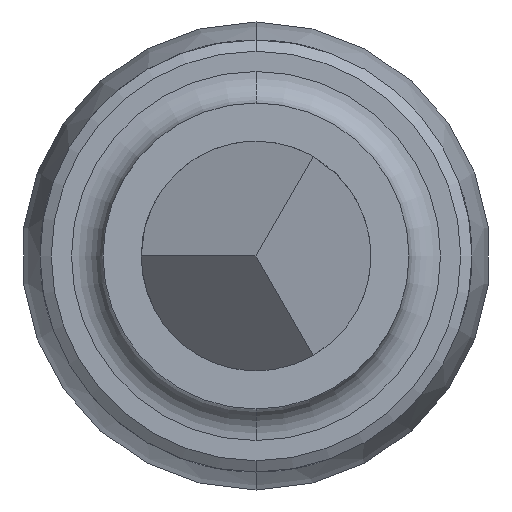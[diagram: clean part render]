
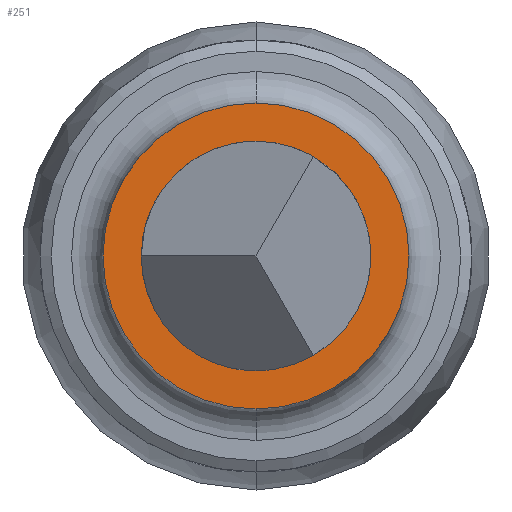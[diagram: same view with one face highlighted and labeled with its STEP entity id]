
A CAD part, front view. The second image highlights one B-rep face of the part: STEP entity #251.
In plain terms, the highlighted planar face has unit normal (0, -1, 0).
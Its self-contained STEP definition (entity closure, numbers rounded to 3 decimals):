
#165 = CIRCLE ( 'NONE', #3247, 0.34 ) ;
#176 = CIRCLE ( 'NONE', #2624, 0.34 ) ;
#251 = ADVANCED_FACE ( 'Defeature ausgef�hrt1_0', ( #3947, #3735 ), #1318, .F. ) ;
#294 = VERTEX_POINT ( 'NONE', #3136 ) ;
#304 = DIRECTION ( 'NONE',  ( 0., 1., 0. ) ) ;
#334 = CIRCLE ( 'NONE', #4257, 0.255 ) ;
#576 = DIRECTION ( 'NONE',  ( 0., 1., 0. ) ) ;
#599 = ORIENTED_EDGE ( 'NONE', *, *, #2072, .F. ) ;
#688 = ORIENTED_EDGE ( 'NONE', *, *, #1804, .T. ) ;
#740 = EDGE_LOOP ( 'NONE', ( #688, #2336 ) ) ;
#864 = AXIS2_PLACEMENT_3D ( 'NONE', #1113, #1144, #2175 ) ;
#945 = DIRECTION ( 'NONE',  ( 0., 0., 1. ) ) ;
#981 = EDGE_CURVE ( 'Defeature ausgef�hrt1_30+Defeature ausgef�hrt1_0+Defeature ausgef�hrt1_0+Defeature ausgef�hrt1_0', #3328, #2295, #176, .T. ) ;
#1113 = CARTESIAN_POINT ( 'NONE',  ( 0., -39.1, 0. ) ) ;
#1144 = DIRECTION ( 'NONE',  ( 0., 1., 0. ) ) ;
#1308 = VERTEX_POINT ( 'NONE', #3137 ) ;
#1318 = PLANE ( 'NONE',  #4287 ) ;
#1339 = DIRECTION ( 'NONE',  ( 0., 0., 1. ) ) ;
#1356 = DIRECTION ( 'NONE',  ( 0., 1., 0. ) ) ;
#1521 = CARTESIAN_POINT ( 'NONE',  ( 0., -39.1, 0. ) ) ;
#1549 = DIRECTION ( 'NONE',  ( 0., 0., 1. ) ) ;
#1670 = ORIENTED_EDGE ( 'NONE', *, *, #981, .F. ) ;
#1804 = EDGE_CURVE ( 'Defeature ausgef�hrt1_0+Defeature ausgef�hrt1_33+Defeature ausgef�hrt1_33+Defeature ausgef�hrt1_33', #294, #1308, #1998, .T. ) ;
#1998 = CIRCLE ( 'NONE', #864, 0.255 ) ;
#2072 = EDGE_CURVE ( 'Defeature ausgef�hrt1_30+Defeature ausgef�hrt1_0+Defeature ausgef�hrt1_0+Defeature ausgef�hrt1_0', #2295, #3328, #165, .T. ) ;
#2175 = DIRECTION ( 'NONE',  ( 0., 0., 1. ) ) ;
#2295 = VERTEX_POINT ( 'NONE', #3465 ) ;
#2336 = ORIENTED_EDGE ( 'NONE', *, *, #3415, .T. ) ;
#2356 = CARTESIAN_POINT ( 'NONE',  ( 0., -39.1, 0. ) ) ;
#2571 = EDGE_LOOP ( 'NONE', ( #599, #1670 ) ) ;
#2624 = AXIS2_PLACEMENT_3D ( 'NONE', #3763, #1356, #3456 ) ;
#3136 = CARTESIAN_POINT ( 'NONE',  ( 0., -39.1, 0.255 ) ) ;
#3137 = CARTESIAN_POINT ( 'NONE',  ( 0., -39.1, -0.255 ) ) ;
#3211 = DIRECTION ( 'NONE',  ( 0., 1., 0. ) ) ;
#3247 = AXIS2_PLACEMENT_3D ( 'NONE', #3305, #576, #945 ) ;
#3305 = CARTESIAN_POINT ( 'NONE',  ( 0., -39.1, 0. ) ) ;
#3328 = VERTEX_POINT ( 'NONE', #3872 ) ;
#3415 = EDGE_CURVE ( 'Defeature ausgef�hrt1_0+Defeature ausgef�hrt1_33+Defeature ausgef�hrt1_33+Defeature ausgef�hrt1_33', #1308, #294, #334, .T. ) ;
#3456 = DIRECTION ( 'NONE',  ( 0., 0., 1. ) ) ;
#3465 = CARTESIAN_POINT ( 'NONE',  ( 0., -39.1, 0.34 ) ) ;
#3735 = FACE_OUTER_BOUND ( 'NONE', #2571, .T. ) ;
#3763 = CARTESIAN_POINT ( 'NONE',  ( 0., -39.1, 0. ) ) ;
#3872 = CARTESIAN_POINT ( 'NONE',  ( 0., -39.1, -0.34 ) ) ;
#3947 = FACE_BOUND ( 'NONE', #740, .T. ) ;
#4257 = AXIS2_PLACEMENT_3D ( 'NONE', #1521, #3211, #1549 ) ;
#4287 = AXIS2_PLACEMENT_3D ( 'NONE', #2356, #304, #1339 ) ;
